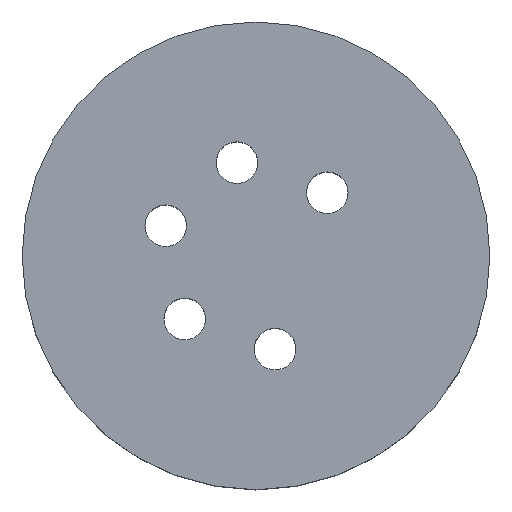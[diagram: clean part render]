
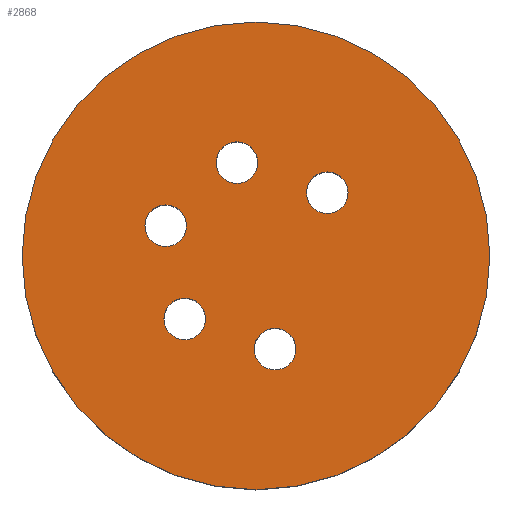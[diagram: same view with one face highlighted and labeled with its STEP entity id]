
A CAD part, top view. The second image highlights one B-rep face of the part: STEP entity #2868.
In plain terms, the highlighted planar face has unit normal (0, 0, 1).
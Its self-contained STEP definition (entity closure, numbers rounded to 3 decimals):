
#463=FACE_BOUND('',#784,.T.);
#464=FACE_BOUND('',#785,.T.);
#465=FACE_BOUND('',#786,.T.);
#466=FACE_BOUND('',#787,.T.);
#467=FACE_BOUND('',#788,.T.);
#472=PLANE('',#3338);
#623=FACE_OUTER_BOUND('',#783,.T.);
#783=EDGE_LOOP('',(#2563));
#784=EDGE_LOOP('',(#2564));
#785=EDGE_LOOP('',(#2565));
#786=EDGE_LOOP('',(#2566));
#787=EDGE_LOOP('',(#2567));
#788=EDGE_LOOP('',(#2568));
#802=CIRCLE('',#2908,1.75);
#803=CIRCLE('',#2910,1.75);
#804=CIRCLE('',#2912,1.75);
#805=CIRCLE('',#2914,1.75);
#806=CIRCLE('',#2916,1.75);
#1086=CIRCLE('',#3337,19.659);
#1098=VERTEX_POINT('',#4416);
#1099=VERTEX_POINT('',#4420);
#1100=VERTEX_POINT('',#4424);
#1101=VERTEX_POINT('',#4428);
#1102=VERTEX_POINT('',#4432);
#1382=VERTEX_POINT('',#5273);
#1395=EDGE_CURVE('',#1098,#1098,#802,.T.);
#1397=EDGE_CURVE('',#1099,#1099,#803,.T.);
#1399=EDGE_CURVE('',#1100,#1100,#804,.T.);
#1401=EDGE_CURVE('',#1101,#1101,#805,.T.);
#1403=EDGE_CURVE('',#1102,#1102,#806,.T.);
#1824=EDGE_CURVE('',#1382,#1382,#1086,.T.);
#2563=ORIENTED_EDGE('',*,*,#1824,.T.);
#2564=ORIENTED_EDGE('',*,*,#1395,.T.);
#2565=ORIENTED_EDGE('',*,*,#1397,.T.);
#2566=ORIENTED_EDGE('',*,*,#1399,.T.);
#2567=ORIENTED_EDGE('',*,*,#1401,.T.);
#2568=ORIENTED_EDGE('',*,*,#1403,.T.);
#2868=ADVANCED_FACE('',(#623,#463,#464,#465,#466,#467),#472,.T.);
#2908=AXIS2_PLACEMENT_3D('',#4417,#3373,#3374);
#2910=AXIS2_PLACEMENT_3D('',#4421,#3378,#3379);
#2912=AXIS2_PLACEMENT_3D('',#4425,#3383,#3384);
#2914=AXIS2_PLACEMENT_3D('',#4429,#3388,#3389);
#2916=AXIS2_PLACEMENT_3D('',#4433,#3393,#3394);
#3337=AXIS2_PLACEMENT_3D('',#5275,#4376,#4377);
#3338=AXIS2_PLACEMENT_3D('',#5276,#4378,#4379);
#3373=DIRECTION('center_axis',(0.,0.,-1.));
#3374=DIRECTION('ref_axis',(1.,0.,0.));
#3378=DIRECTION('center_axis',(0.,0.,-1.));
#3379=DIRECTION('ref_axis',(1.,0.,0.));
#3383=DIRECTION('center_axis',(0.,0.,-1.));
#3384=DIRECTION('ref_axis',(1.,0.,0.));
#3388=DIRECTION('center_axis',(0.,0.,-1.));
#3389=DIRECTION('ref_axis',(1.,0.,0.));
#3393=DIRECTION('center_axis',(0.,0.,-1.));
#3394=DIRECTION('ref_axis',(1.,0.,0.));
#4376=DIRECTION('center_axis',(0.,0.,1.));
#4377=DIRECTION('ref_axis',(1.,0.,0.));
#4378=DIRECTION('center_axis',(0.,0.,1.));
#4379=DIRECTION('ref_axis',(1.,0.,0.));
#4416=CARTESIAN_POINT('',(4.238,5.305,6.5));
#4417=CARTESIAN_POINT('Origin',(5.988,5.305,6.5));
#4420=CARTESIAN_POINT('',(-0.15,-7.838,6.5));
#4421=CARTESIAN_POINT('Origin',(1.6,-7.838,6.5));
#4424=CARTESIAN_POINT('',(-3.35,7.838,6.5));
#4425=CARTESIAN_POINT('Origin',(-1.6,7.838,6.5));
#4428=CARTESIAN_POINT('',(-7.738,-5.305,6.5));
#4429=CARTESIAN_POINT('Origin',(-5.988,-5.305,6.5));
#4432=CARTESIAN_POINT('',(-9.338,2.533,6.5));
#4433=CARTESIAN_POINT('Origin',(-7.588,2.533,6.5));
#5273=CARTESIAN_POINT('',(19.659,0.,6.5));
#5275=CARTESIAN_POINT('Origin',(0.,0.,6.5));
#5276=CARTESIAN_POINT('Origin',(0.,0.,6.5));
